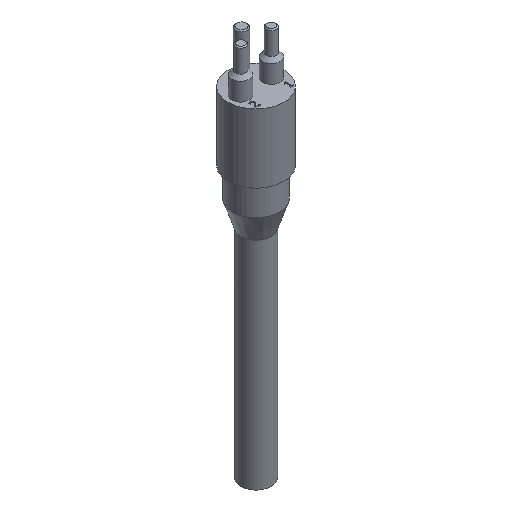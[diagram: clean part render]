
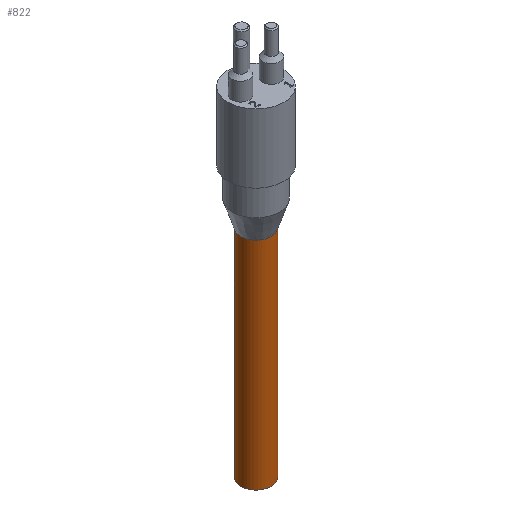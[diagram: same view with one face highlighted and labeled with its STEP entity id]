
A CAD part, isometric view. The second image highlights one B-rep face of the part: STEP entity #822.
In plain terms, the highlighted cylindrical face has radius 4.25 mm (diameter 8.5 mm), a full revolution.
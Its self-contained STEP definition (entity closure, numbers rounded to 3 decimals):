
#193=CYLINDRICAL_SURFACE($,#866,4.25);
#202=FACE_BOUND($,#306,.T.);
#255=FACE_OUTER_BOUND($,#305,.T.);
#305=EDGE_LOOP($,(#682));
#306=EDGE_LOOP($,(#683));
#343=CIRCLE($,#867,4.25);
#344=CIRCLE($,#868,4.25);
#418=VERTEX_POINT($,#1412);
#419=VERTEX_POINT($,#1414);
#521=EDGE_CURVE($,#418,#418,#343,.T.);
#522=EDGE_CURVE($,#419,#419,#344,.T.);
#682=ORIENTED_EDGE($,*,*,#521,.T.);
#683=ORIENTED_EDGE($,*,*,#522,.F.);
#822=ADVANCED_FACE($,(#255,#202),#193,.T.);
#866=AXIS2_PLACEMENT_3D($,#1411,#1009,#1010);
#867=AXIS2_PLACEMENT_3D($,#1413,#1011,#1012);
#868=AXIS2_PLACEMENT_3D($,#1415,#1013,#1014);
#1009=DIRECTION('center_axis',(0.,0.,-1.));
#1010=DIRECTION('ref_axis',(1.,0.,0.));
#1011=DIRECTION('center_axis',(0.,0.,1.));
#1012=DIRECTION('ref_axis',(1.,0.,0.));
#1013=DIRECTION('center_axis',(0.,0.,1.));
#1014=DIRECTION('ref_axis',(1.,0.,0.));
#1411=CARTESIAN_POINT('Origin',(0.,0.,-15.));
#1412=CARTESIAN_POINT('',(-4.25,0.,-75.));
#1413=CARTESIAN_POINT('Origin',(0.,0.,-75.));
#1414=CARTESIAN_POINT('',(4.25,0.,-15.));
#1415=CARTESIAN_POINT('Origin',(0.,0.,-15.));
